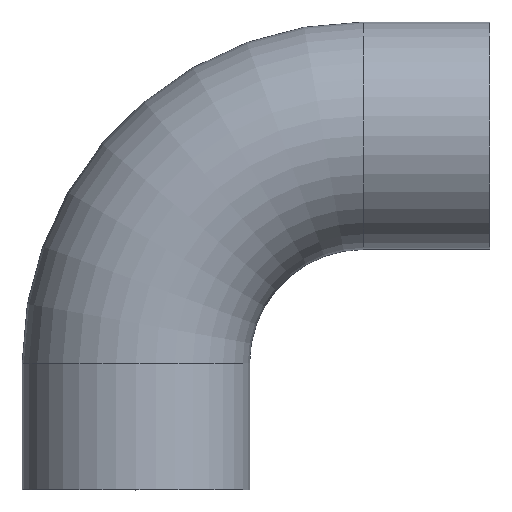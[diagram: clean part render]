
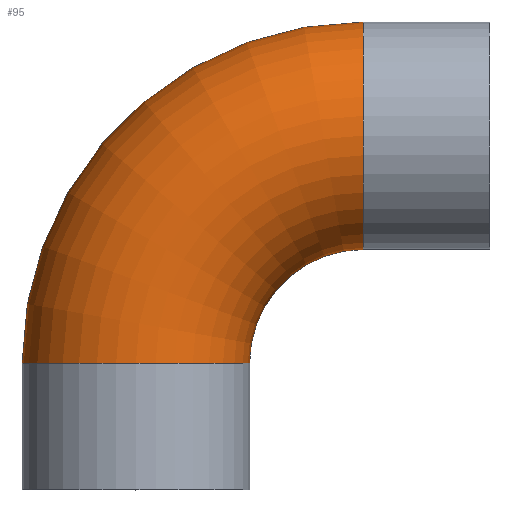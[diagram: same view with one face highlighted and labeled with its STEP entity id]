
A CAD part, top view. The second image highlights one B-rep face of the part: STEP entity #95.
In plain terms, the highlighted toroidal (fillet/blend) face has major radius 250 mm and minor radius 125 mm.
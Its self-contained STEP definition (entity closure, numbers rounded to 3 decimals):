
#93 = EDGE_CURVE( '', #173, #193, #230, .T. );
#95 = ADVANCED_FACE( '', ( #232 ), #233, .T. );
#101 = VERTEX_POINT( '', #239 );
#131 = VERTEX_POINT( '', #273 );
#145 = EDGE_CURVE( '', #131, #101, #289, .T. );
#149 = EDGE_CURVE( '', #173, #101, #293, .T. );
#159 = EDGE_CURVE( '', #193, #131, #304, .T. );
#173 = VERTEX_POINT( '', #319 );
#193 = VERTEX_POINT( '', #342 );
#230 = CIRCLE( '', #371, 375. );
#232 = FACE_OUTER_BOUND( '', #373, .T. );
#233 = TOROIDAL_SURFACE( '', #374, 250., 125. );
#239 = CARTESIAN_POINT( '', ( 250., 264., 0. ) );
#273 = CARTESIAN_POINT( '', ( 125., 139., 0. ) );
#289 = CIRCLE( '', #444, 125. );
#293 = CIRCLE( '', #451, 125. );
#304 = CIRCLE( '', #466, 125. );
#319 = CARTESIAN_POINT( '', ( 250., 514., 0. ) );
#342 = CARTESIAN_POINT( '', ( -125., 139., 0. ) );
#371 = AXIS2_PLACEMENT_3D( '', #546, #547, #548 );
#373 = EDGE_LOOP( '', ( #550, #551, #552, #553 ) );
#374 = AXIS2_PLACEMENT_3D( '', #554, #555, #556 );
#444 = AXIS2_PLACEMENT_3D( '', #621, #622, #623 );
#451 = AXIS2_PLACEMENT_3D( '', #625, #626, #627 );
#466 = AXIS2_PLACEMENT_3D( '', #640, #641, #642 );
#546 = CARTESIAN_POINT( '', ( 250., 139., 0. ) );
#547 = DIRECTION( '', ( 0., 0., 1. ) );
#548 = DIRECTION( '', ( 1., 0., 0. ) );
#550 = ORIENTED_EDGE( '', *, *, #93, .T. );
#551 = ORIENTED_EDGE( '', *, *, #159, .T. );
#552 = ORIENTED_EDGE( '', *, *, #145, .T. );
#553 = ORIENTED_EDGE( '', *, *, #149, .F. );
#554 = CARTESIAN_POINT( '', ( 250., 139., 0. ) );
#555 = DIRECTION( '', ( 0., 0., 1. ) );
#556 = DIRECTION( '', ( 1., 0., 0. ) );
#621 = CARTESIAN_POINT( '', ( 250., 139., 0. ) );
#622 = DIRECTION( '', ( 0., 0., -1. ) );
#623 = DIRECTION( '', ( 1., 0., 0. ) );
#625 = CARTESIAN_POINT( '', ( 250., 389., 0. ) );
#626 = DIRECTION( '', ( 1., 0., 0. ) );
#627 = DIRECTION( '', ( 0., -1., 0. ) );
#640 = CARTESIAN_POINT( '', ( 0., 139., 0. ) );
#641 = DIRECTION( '', ( 0., 1., 0. ) );
#642 = DIRECTION( '', ( 1., 0., 0. ) );
